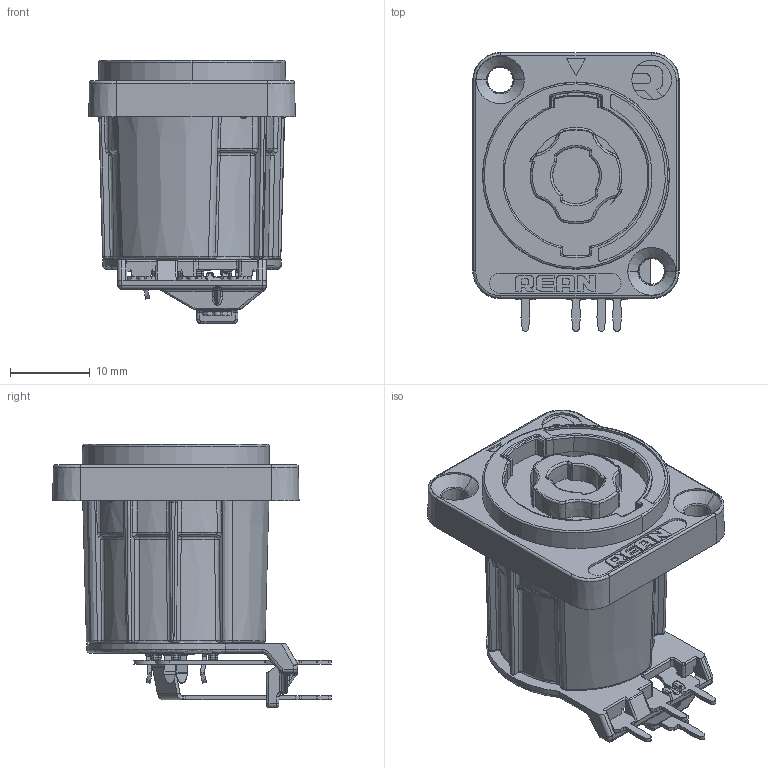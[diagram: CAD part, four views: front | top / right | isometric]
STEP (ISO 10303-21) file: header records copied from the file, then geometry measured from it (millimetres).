
FILE_DESCRIPTION((''),'2;1');
FILE_NAME('RLS4MDZ-H','2021-06-08T13:17:51',('phk'),(''),'CREO PARAMETRIC BY PTC INC, 2019080','CREO PARAMETRIC BY PTC INC, 2019080','');
FILE_SCHEMA(('CONFIG_CONTROL_DESIGN'));
Length unit declared in the file: millimetre
Products named in the file (1): RLS4MDZ-H
Bounding box: 25.9 x 34.95 x 33 mm (x, y, z)
Volume: 10808.3 mm3; surface area: 6613.5 mm2
Topology: 1 solids, 6 shells, 1572 faces, 3858 edges, 2310 vertices
Faces by surface type: plane 478, cylinder 411, bspline 309, extrusion 117, sphere 90, torus 88, cone 79
Entity records: 62846 total; most frequent: CARTESIAN_POINT 28521, ORIENTED_EDGE 7706, DIRECTION 6238, EDGE_CURVE 3858, VERTEX_POINT 2310, AXIS2_PLACEMENT_3D 2186, VECTOR 1866, LINE 1749
